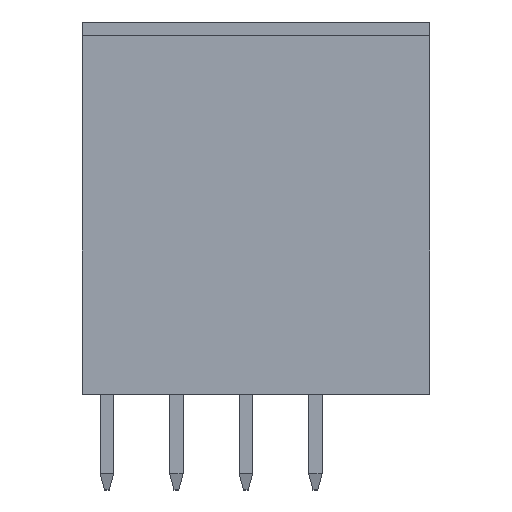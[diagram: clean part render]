
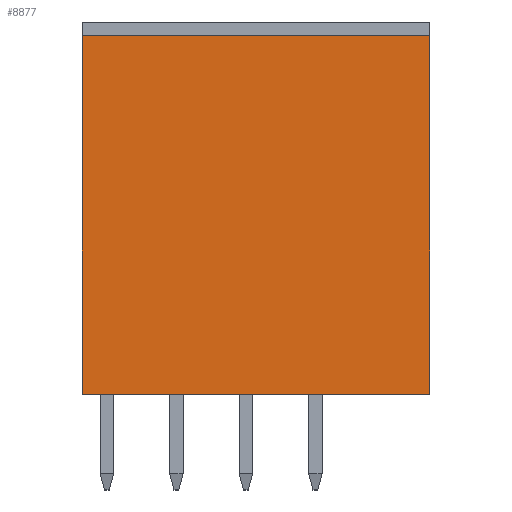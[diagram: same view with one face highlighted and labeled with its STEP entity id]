
A CAD part, front view. The second image highlights one B-rep face of the part: STEP entity #8877.
In plain terms, the highlighted planar face has unit normal (0, -1, 0).
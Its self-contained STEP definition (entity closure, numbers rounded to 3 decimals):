
#640 = VERTEX_POINT ( 'NONE', #11626 ) ;
#1214 = VERTEX_POINT ( 'NONE', #14051 ) ;
#2637 = DIRECTION ( 'NONE',  ( 0., 0., -1. ) ) ;
#3576 = DIRECTION ( 'NONE',  ( -1., 0., 0. ) ) ;
#5982 = PLANE ( 'NONE',  #16416 ) ;
#6107 = FACE_OUTER_BOUND ( 'NONE', #13483, .T. ) ;
#6246 = ORIENTED_EDGE ( 'NONE', *, *, #8712, .T. ) ;
#6410 = VECTOR ( 'NONE', #2637, 1000. ) ;
#7406 = CARTESIAN_POINT ( 'NONE',  ( -6.35, -6.3, 6.8 ) ) ;
#8182 = ORIENTED_EDGE ( 'NONE', *, *, #21653, .F. ) ;
#8546 = CARTESIAN_POINT ( 'NONE',  ( 6.35, -6.3, 6.8 ) ) ;
#8712 = EDGE_CURVE ( 'NONE', #18446, #640, #17801, .T. ) ;
#8877 = ADVANCED_FACE ( 'NONE', ( #6107 ), #5982, .F. ) ;
#10275 = LINE ( 'NONE', #8546, #6410 ) ;
#10451 = VECTOR ( 'NONE', #19171, 1000. ) ;
#10661 = ORIENTED_EDGE ( 'NONE', *, *, #13814, .F. ) ;
#11626 = CARTESIAN_POINT ( 'NONE',  ( -6.35, -6.3, -6.3 ) ) ;
#11693 = CARTESIAN_POINT ( 'NONE',  ( 3.81, -6.3, -6.3 ) ) ;
#12049 = LINE ( 'NONE', #11693, #10451 ) ;
#13483 = EDGE_LOOP ( 'NONE', ( #15676, #6246, #10661, #8182 ) ) ;
#13530 = DIRECTION ( 'NONE',  ( 0., 0., 1. ) ) ;
#13814 = EDGE_CURVE ( 'NONE', #21025, #640, #12049, .T. ) ;
#14051 = CARTESIAN_POINT ( 'NONE',  ( 6.35, -6.3, 6.8 ) ) ;
#14483 = VECTOR ( 'NONE', #23599, 1000. ) ;
#15676 = ORIENTED_EDGE ( 'NONE', *, *, #22831, .T. ) ;
#16416 = AXIS2_PLACEMENT_3D ( 'NONE', #23235, #22993, #13530 ) ;
#16626 = CARTESIAN_POINT ( 'NONE',  ( 6.35, -6.3, -6.3 ) ) ;
#16745 = LINE ( 'NONE', #22291, #18247 ) ;
#17801 = LINE ( 'NONE', #18289, #14483 ) ;
#18247 = VECTOR ( 'NONE', #3576, 1000. ) ;
#18289 = CARTESIAN_POINT ( 'NONE',  ( -6.35, -6.3, -6.3 ) ) ;
#18446 = VERTEX_POINT ( 'NONE', #7406 ) ;
#19171 = DIRECTION ( 'NONE',  ( -1., 0., 0. ) ) ;
#21025 = VERTEX_POINT ( 'NONE', #16626 ) ;
#21653 = EDGE_CURVE ( 'NONE', #1214, #21025, #10275, .T. ) ;
#22291 = CARTESIAN_POINT ( 'NONE',  ( 3.81, -6.3, 6.8 ) ) ;
#22831 = EDGE_CURVE ( 'NONE', #1214, #18446, #16745, .T. ) ;
#22993 = DIRECTION ( 'NONE',  ( 0., 1., 0. ) ) ;
#23235 = CARTESIAN_POINT ( 'NONE',  ( 3.81, -6.3, -6.3 ) ) ;
#23599 = DIRECTION ( 'NONE',  ( 0., 0., -1. ) ) ;
